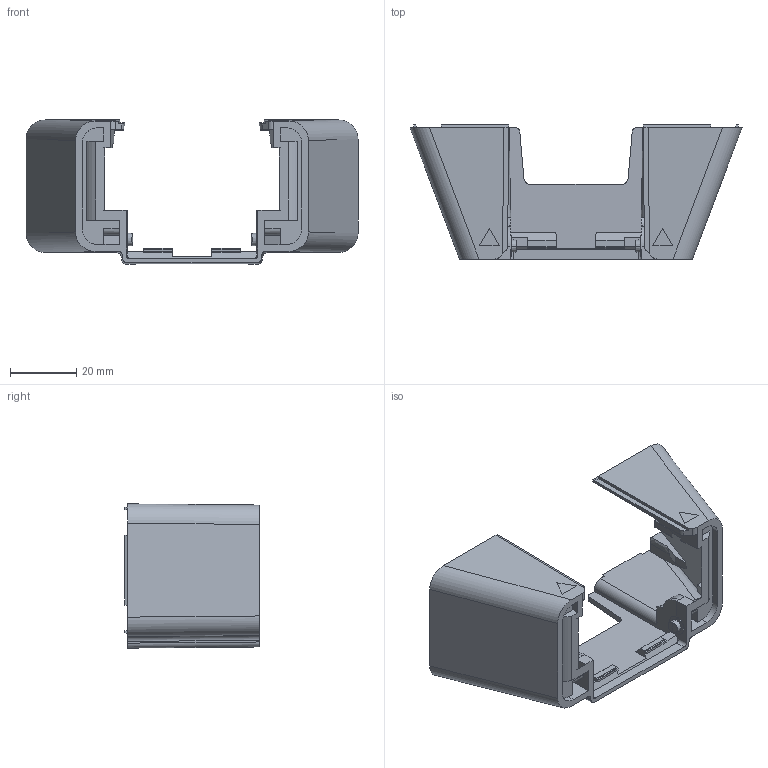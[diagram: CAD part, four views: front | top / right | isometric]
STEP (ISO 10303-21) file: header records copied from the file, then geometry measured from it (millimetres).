
FILE_DESCRIPTION (( 'STEP AP214' ), '1' );
FILE_NAME ('1482-B.STEP', '2017-02-17T11:21:37', ( '' ), ( '' ), 'SwSTEP 2.0', 'SolidWorks 2016', '' );
FILE_SCHEMA (( 'AUTOMOTIVE_DESIGN' ));
Length unit declared in the file: millimetre
Products named in the file (1): 1482-B
Bounding box: 99.88 x 40.4 x 43.38 mm (x, y, z)
Volume: 16042 mm3; surface area: 19159.9 mm2
Topology: 1 solids, 1 shells, 356 faces, 985 edges, 646 vertices
Faces by surface type: plane 253, cylinder 57, cone 26, bspline 20
Entity records: 12088 total; most frequent: CARTESIAN_POINT 3491, ORIENTED_EDGE 1970, DIRECTION 1517, EDGE_CURVE 985, VECTOR 735, LINE 735, VERTEX_POINT 646, AXIS2_PLACEMENT_3D 391
